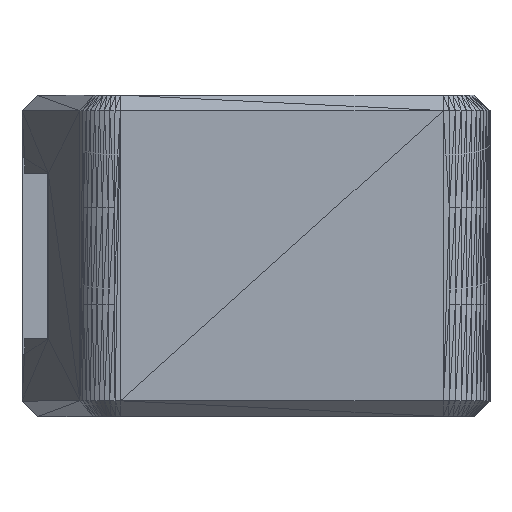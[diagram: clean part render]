
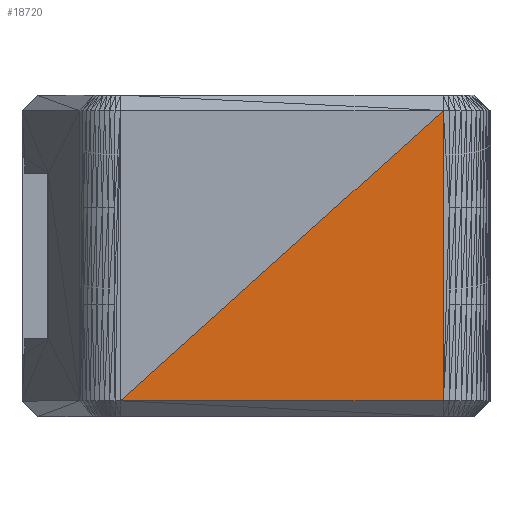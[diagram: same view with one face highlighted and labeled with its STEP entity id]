
A CAD part, top view. The second image highlights one B-rep face of the part: STEP entity #18720.
In plain terms, the highlighted planar face has unit normal (0, 0, 1).
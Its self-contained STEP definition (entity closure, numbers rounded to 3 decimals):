
#1080=FACE_OUTER_BOUND('',#2684,.T.);
#2684=EDGE_LOOP('',(#14434,#14435,#14436));
#4889=LINE('',#29827,#7295);
#4891=LINE('',#29831,#7297);
#4892=LINE('',#29832,#7298);
#7295=VECTOR('',#24675,1.);
#7297=VECTOR('',#24679,1.);
#7298=VECTOR('',#24680,1.);
#8620=VERTEX_POINT('',#29726);
#8636=VERTEX_POINT('',#29826);
#8637=VERTEX_POINT('',#29830);
#10499=EDGE_CURVE('',#8620,#8636,#4889,.T.);
#10501=EDGE_CURVE('',#8637,#8636,#4891,.T.);
#10502=EDGE_CURVE('',#8620,#8637,#4892,.T.);
#14434=ORIENTED_EDGE('',*,*,#10501,.T.);
#14435=ORIENTED_EDGE('',*,*,#10499,.F.);
#14436=ORIENTED_EDGE('',*,*,#10502,.T.);
#17116=PLANE('',#20338);
#18720=ADVANCED_FACE('',(#1080),#17116,.T.);
#20338=AXIS2_PLACEMENT_3D('',#29829,#24677,#24678);
#24675=DIRECTION('',(0.744,0.669,0.));
#24677=DIRECTION('center_axis',(0.,0.,1.));
#24678=DIRECTION('ref_axis',(1.,0.,0.));
#24679=DIRECTION('',(0.,1.,0.));
#24680=DIRECTION('',(1.,0.,0.));
#29726=CARTESIAN_POINT('',(1828.16,-107.3,143.697));
#29826=CARTESIAN_POINT('',(1848.848,-88.7,143.697));
#29827=CARTESIAN_POINT('',(1828.16,-107.3,143.697));
#29829=CARTESIAN_POINT('Origin',(1828.16,-107.3,143.697));
#29830=CARTESIAN_POINT('',(1848.848,-107.3,143.697));
#29831=CARTESIAN_POINT('',(1848.848,-107.3,143.697));
#29832=CARTESIAN_POINT('',(1828.16,-107.3,143.697));
